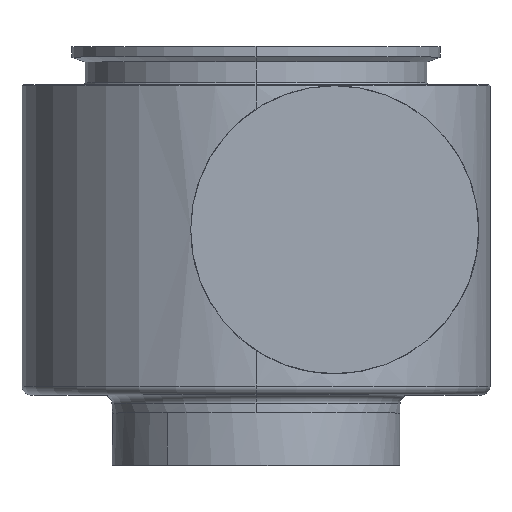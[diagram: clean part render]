
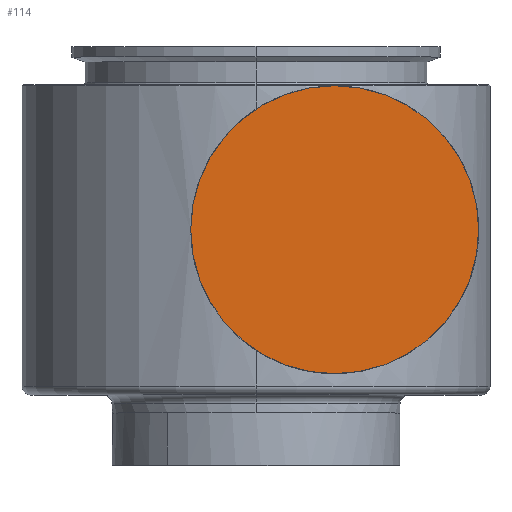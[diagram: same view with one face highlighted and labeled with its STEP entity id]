
A CAD part, top view. The second image highlights one B-rep face of the part: STEP entity #114.
In plain terms, the highlighted planar face has unit normal (0, 0, 1).
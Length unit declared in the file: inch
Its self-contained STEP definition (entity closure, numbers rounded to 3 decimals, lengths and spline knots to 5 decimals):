
#58 = DIRECTION ( 'NONE',  ( -1., 0., 0. ) ) ;
#84 = AXIS2_PLACEMENT_3D ( 'NONE', #1009, #445, #1095 ) ;
#114 = ADVANCED_FACE ( 'NONE', ( #195 ), #332, .F. ) ;
#195 = FACE_OUTER_BOUND ( 'NONE', #422, .T. ) ;
#212 = CARTESIAN_POINT ( 'NONE',  ( 1.093, 0., 3.89 ) ) ;
#256 = CARTESIAN_POINT ( 'NONE',  ( 3.093, 0., 3.89 ) ) ;
#325 = CIRCLE ( 'NONE', #1140, 2. ) ;
#332 = PLANE ( 'NONE',  #1183 ) ;
#334 = ORIENTED_EDGE ( 'NONE', *, *, #505, .F. ) ;
#419 = CARTESIAN_POINT ( 'NONE',  ( 1.093, 0., 3.89 ) ) ;
#422 = EDGE_LOOP ( 'NONE', ( #334, #774 ) ) ;
#430 = CIRCLE ( 'NONE', #84, 2. ) ;
#445 = DIRECTION ( 'NONE',  ( 0., 0., -1. ) ) ;
#505 = EDGE_CURVE ( 'NONE', #902, #735, #430, .T. ) ;
#528 = DIRECTION ( 'NONE',  ( 0., 0., -1. ) ) ;
#605 = DIRECTION ( 'NONE',  ( 0., 0., -1. ) ) ;
#689 = EDGE_CURVE ( 'NONE', #735, #902, #325, .T. ) ;
#735 = VERTEX_POINT ( 'NONE', #256 ) ;
#774 = ORIENTED_EDGE ( 'NONE', *, *, #689, .F. ) ;
#804 = CARTESIAN_POINT ( 'NONE',  ( -0.907, 0., 3.89 ) ) ;
#902 = VERTEX_POINT ( 'NONE', #804 ) ;
#1009 = CARTESIAN_POINT ( 'NONE',  ( 1.093, 0., 3.89 ) ) ;
#1095 = DIRECTION ( 'NONE',  ( -1., 0., 0. ) ) ;
#1140 = AXIS2_PLACEMENT_3D ( 'NONE', #212, #528, #1177 ) ;
#1177 = DIRECTION ( 'NONE',  ( -1., 0., 0. ) ) ;
#1183 = AXIS2_PLACEMENT_3D ( 'NONE', #419, #605, #58 ) ;
